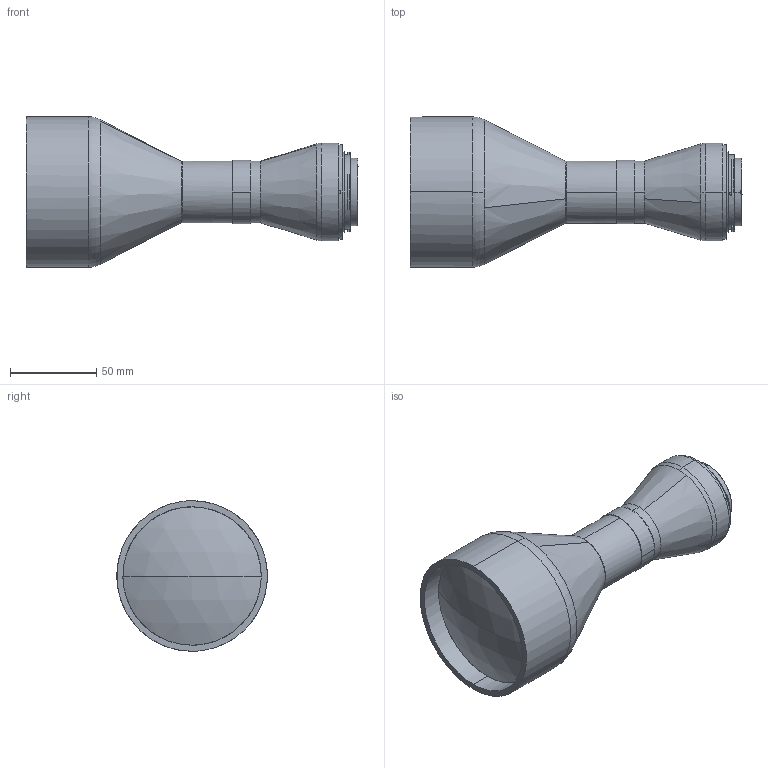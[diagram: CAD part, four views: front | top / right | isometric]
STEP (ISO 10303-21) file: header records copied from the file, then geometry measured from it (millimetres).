
FILE_DESCRIPTION (( 'STEP AP203' ), '1' );
FILE_NAME ('610024.STEP', '2021-08-09T03:08:55', ( '' ), ( '' ), 'SwSTEP 2.0', 'SolidWorks 2020', '' );
FILE_SCHEMA (( 'CONFIG_CONTROL_DESIGN' ));
Length unit declared in the file: millimetre
Products named in the file (1): 610024
Bounding box: 192.8 x 87.3 x 87.4 mm (x, y, z)
Surface area: 86183.6 mm2 (no closed solid volume)
Topology: 0 solids, 9 shells, 222 faces, 577 edges, 387 vertices
Faces by surface type: plane 74, cylinder 69, cone 48, torus 20, bspline 7, sphere 4
Entity records: 9296 total; most frequent: CARTESIAN_POINT 3897, ORIENTED_EDGE 1141, DIRECTION 1057, EDGE_CURVE 577, AXIS2_PLACEMENT_3D 416, VERTEX_POINT 387, EDGE_LOOP 254, VECTOR 225
